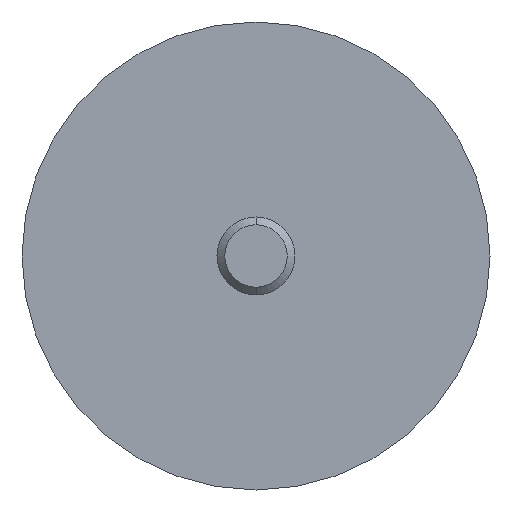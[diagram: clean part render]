
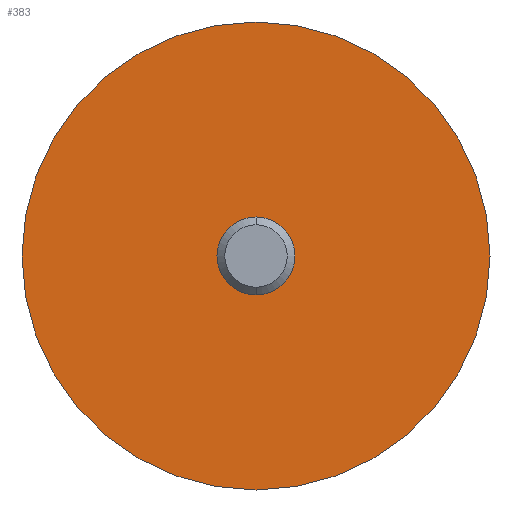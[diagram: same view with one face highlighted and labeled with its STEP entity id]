
A CAD part, front view. The second image highlights one B-rep face of the part: STEP entity #383.
In plain terms, the highlighted planar face has unit normal (0, -1, 0).
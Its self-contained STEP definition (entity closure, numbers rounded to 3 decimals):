
#1 = CARTESIAN_POINT ( 'NONE',  ( 0., 0., 0. ) ) ;
#7 = DIRECTION ( 'NONE',  ( 0., 0., -1. ) ) ;
#11 = FACE_BOUND ( 'NONE', #227, .T. ) ;
#15 = CARTESIAN_POINT ( 'NONE',  ( 6., 0., 0. ) ) ;
#20 = ORIENTED_EDGE ( 'NONE', *, *, #334, .T. ) ;
#29 = ORIENTED_EDGE ( 'NONE', *, *, #202, .F. ) ;
#34 = DIRECTION ( 'NONE',  ( 0., -1., 0. ) ) ;
#45 = CARTESIAN_POINT ( 'NONE',  ( 0., 0., -1. ) ) ;
#72 = DIRECTION ( 'NONE',  ( 0., 0., -1. ) ) ;
#75 = PLANE ( 'NONE',  #241 ) ;
#89 = CIRCLE ( 'NONE', #412, 1. ) ;
#147 = AXIS2_PLACEMENT_3D ( 'NONE', #304, #274, #200 ) ;
#152 = ORIENTED_EDGE ( 'NONE', *, *, #245, .T. ) ;
#153 = CARTESIAN_POINT ( 'NONE',  ( 0., 0., 0. ) ) ;
#157 = VERTEX_POINT ( 'NONE', #381 ) ;
#170 = AXIS2_PLACEMENT_3D ( 'NONE', #1, #34, #171 ) ;
#171 = DIRECTION ( 'NONE',  ( 0., 0., -1. ) ) ;
#172 = CARTESIAN_POINT ( 'NONE',  ( 0., 0., -6. ) ) ;
#186 = CIRCLE ( 'NONE', #170, 6. ) ;
#200 = DIRECTION ( 'NONE',  ( 0., 0., -1. ) ) ;
#202 = EDGE_CURVE ( 'NONE', #358, #220, #89, .T. ) ;
#213 = EDGE_CURVE ( 'NONE', #220, #358, #297, .T. ) ;
#220 = VERTEX_POINT ( 'NONE', #269 ) ;
#227 = EDGE_LOOP ( 'NONE', ( #29, #366 ) ) ;
#239 = DIRECTION ( 'NONE',  ( 0., -1., 0. ) ) ;
#241 = AXIS2_PLACEMENT_3D ( 'NONE', #15, #418, #254 ) ;
#245 = EDGE_CURVE ( 'NONE', #300, #157, #186, .T. ) ;
#254 = DIRECTION ( 'NONE',  ( 0., 0., -1. ) ) ;
#269 = CARTESIAN_POINT ( 'NONE',  ( 0., 0., 1. ) ) ;
#270 = EDGE_LOOP ( 'NONE', ( #152, #20 ) ) ;
#274 = DIRECTION ( 'NONE',  ( 0., -1., 0. ) ) ;
#287 = AXIS2_PLACEMENT_3D ( 'NONE', #153, #380, #72 ) ;
#296 = CIRCLE ( 'NONE', #287, 6. ) ;
#297 = CIRCLE ( 'NONE', #147, 1. ) ;
#300 = VERTEX_POINT ( 'NONE', #172 ) ;
#304 = CARTESIAN_POINT ( 'NONE',  ( 0., 0., 0. ) ) ;
#334 = EDGE_CURVE ( 'NONE', #157, #300, #296, .T. ) ;
#344 = CARTESIAN_POINT ( 'NONE',  ( 0., 0., 0. ) ) ;
#358 = VERTEX_POINT ( 'NONE', #45 ) ;
#366 = ORIENTED_EDGE ( 'NONE', *, *, #213, .F. ) ;
#380 = DIRECTION ( 'NONE',  ( 0., -1., 0. ) ) ;
#381 = CARTESIAN_POINT ( 'NONE',  ( 0., 0., 6. ) ) ;
#383 = ADVANCED_FACE ( 'NONE', ( #388, #11 ), #75, .T. ) ;
#388 = FACE_OUTER_BOUND ( 'NONE', #270, .T. ) ;
#412 = AXIS2_PLACEMENT_3D ( 'NONE', #344, #239, #7 ) ;
#418 = DIRECTION ( 'NONE',  ( 0., -1., 0. ) ) ;
